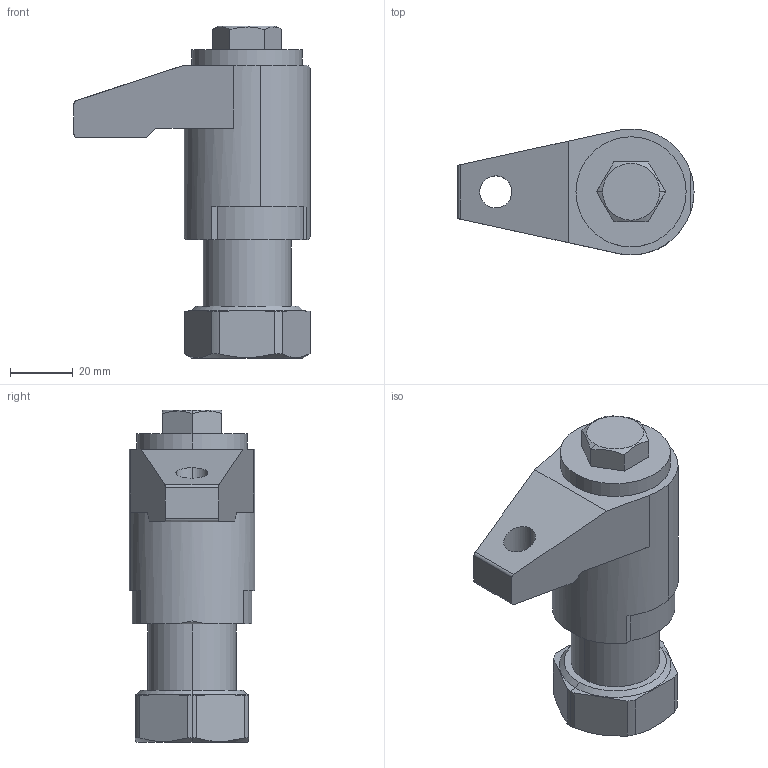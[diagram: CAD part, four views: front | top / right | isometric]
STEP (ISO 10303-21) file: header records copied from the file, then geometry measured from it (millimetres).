
FILE_DESCRIPTION(('STEP AP214'),'1');
FILE_NAME(' ',' ',('TraceParts'),('TraceParts S.A.'),'XStep 1.0',' ',' ');
FILE_SCHEMA(('automotive_design'));
Length unit declared in the file: millimetre
Products named in the file (3): 1; 2; 3
Bounding box: 75 x 39.95 x 105.5 mm (x, y, z)
Volume: 109440.4 mm3; surface area: 30840.3 mm2
Topology: 3 solids, 3 shells, 84 faces, 204 edges, 132 vertices
Faces by surface type: plane 37, cylinder 33, cone 14
Entity records: 4928 total; most frequent: CARTESIAN_POINT 513, DIRECTION 436, STYLED_ITEM 423, PRESENTATION_STYLE_ASSIGNMENT 423, COLOUR_RGB 423, ORIENTED_EDGE 408, EDGE_CURVE 204, CURVE_STYLE 204
